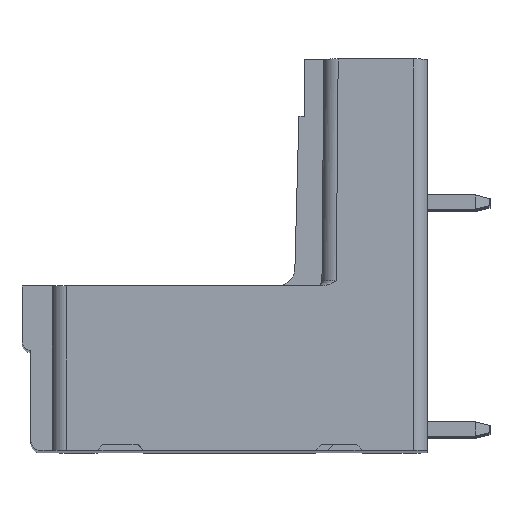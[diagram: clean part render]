
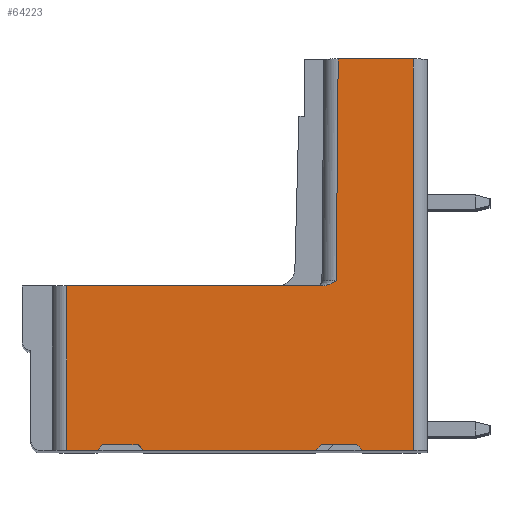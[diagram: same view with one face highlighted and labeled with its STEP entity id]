
A CAD part, top view. The second image highlights one B-rep face of the part: STEP entity #64223.
In plain terms, the highlighted planar face has unit normal (0, 0, 1).
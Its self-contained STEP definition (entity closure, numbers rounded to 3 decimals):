
#8027=DIRECTION('',(1.,0.,0.));
#8028=VECTOR('',#8027,1.7);
#8029=CARTESIAN_POINT('',(-20.194,0.,
-31.203));
#8030=LINE('',#8029,#8028);
#8051=DIRECTION('',(1.,0.,0.));
#8052=VECTOR('',#8051,9.65);
#8053=CARTESIAN_POINT('',(-15.894,0.,
-31.203));
#8054=LINE('',#8053,#8052);
#9074=DIRECTION('',(-1.,0.,0.));
#9075=VECTOR('',#9074,14.337);
#9076=CARTESIAN_POINT('',(-5.857,9.2,
-31.203));
#9077=LINE('',#9076,#9075);
#9395=CARTESIAN_POINT('',(-5.857,9.2,
-31.203));
#9396=CARTESIAN_POINT('',(-5.826,9.2,
-31.203));
#9397=CARTESIAN_POINT('',(-5.76,9.204,
-31.203));
#9398=CARTESIAN_POINT('',(-5.649,9.226,
-31.203));
#9399=CARTESIAN_POINT('',(-5.528,9.266,
-31.203));
#9400=CARTESIAN_POINT('',(-5.398,9.326,
-31.203));
#9401=CARTESIAN_POINT('',(-5.257,9.404,
-31.203));
#9402=CARTESIAN_POINT('',(-5.155,9.467,
-31.203));
#9403=CARTESIAN_POINT('',(-5.102,9.5,
-31.203));
#9405=DIRECTION('',(0.009,1.,0.));
#9406=VECTOR('',#9405,12.4);
#9407=CARTESIAN_POINT('',(-5.102,9.5,
-31.203));
#9408=LINE('',#9407,#9406);
#9409=DIRECTION('',(-1.,0.,0.));
#9410=VECTOR('',#9409,2.85);
#9411=CARTESIAN_POINT('',(-0.794,0.,
-31.203));
#9412=LINE('',#9411,#9410);
#9413=DIRECTION('',(-0.707,0.707,0.));
#9414=VECTOR('',#9413,0.424);
#9415=CARTESIAN_POINT('',(-3.644,0.,
-31.203));
#9416=LINE('',#9415,#9414);
#9417=DIRECTION('',(-1.,0.,0.));
#9418=VECTOR('',#9417,2.);
#9419=CARTESIAN_POINT('',(-3.944,0.3,
-31.203));
#9420=LINE('',#9419,#9418);
#9421=DIRECTION('',(-0.707,-0.707,0.));
#9422=VECTOR('',#9421,0.424);
#9423=CARTESIAN_POINT('',(-5.944,0.3,
-31.203));
#9424=LINE('',#9423,#9422);
#9425=DIRECTION('',(-0.707,0.707,0.));
#9426=VECTOR('',#9425,0.424);
#9427=CARTESIAN_POINT('',(-15.894,0.,
-31.203));
#9428=LINE('',#9427,#9426);
#9429=DIRECTION('',(-1.,0.,0.));
#9430=VECTOR('',#9429,2.);
#9431=CARTESIAN_POINT('',(-16.194,0.3,
-31.203));
#9432=LINE('',#9431,#9430);
#9433=DIRECTION('',(-0.707,-0.707,0.));
#9434=VECTOR('',#9433,0.424);
#9435=CARTESIAN_POINT('',(-18.194,0.3,
-31.203));
#9436=LINE('',#9435,#9434);
#9437=CARTESIAN_POINT('',(-5.857,9.2,
-31.203));
#9919=DIRECTION('',(-1.,0.,0.));
#9920=VECTOR('',#9919,4.2);
#9921=CARTESIAN_POINT('',(-0.794,21.9,-31.203));
#9922=LINE('',#9921,#9920);
#25303=DIRECTION('',(0.,1.,0.));
#25304=VECTOR('',#25303,21.9);
#25305=CARTESIAN_POINT('',(-0.794,0.,
-31.203));
#25306=LINE('',#25305,#25304);
#25328=DIRECTION('',(0.,-1.,0.));
#25329=VECTOR('',#25328,9.2);
#25330=CARTESIAN_POINT('',(-20.194,9.2,-31.203));
#25331=LINE('',#25330,#25329);
#40022=VERTEX_POINT('',#9437);
#40023=CARTESIAN_POINT('',(-20.194,9.2,-31.203));
#40024=VERTEX_POINT('',#40023);
#40075=CARTESIAN_POINT('',(-0.794,21.9,-31.203));
#40076=VERTEX_POINT('',#40075);
#40077=CARTESIAN_POINT('',(-4.994,21.9,-31.203));
#40078=VERTEX_POINT('',#40077);
#40444=CARTESIAN_POINT('',(-20.194,0.,
-31.203));
#40445=VERTEX_POINT('',#40444);
#40446=CARTESIAN_POINT('',(-18.494,0.,
-31.203));
#40447=VERTEX_POINT('',#40446);
#40460=CARTESIAN_POINT('',(-15.894,0.,
-31.203));
#40461=VERTEX_POINT('',#40460);
#40462=CARTESIAN_POINT('',(-6.244,0.,
-31.203));
#40463=VERTEX_POINT('',#40462);
#40468=CARTESIAN_POINT('',(-3.644,0.,
-31.203));
#40469=VERTEX_POINT('',#40468);
#40470=CARTESIAN_POINT('',(-0.794,0.,
-31.203));
#40471=VERTEX_POINT('',#40470);
#40564=VERTEX_POINT('',#9403);
#40565=CARTESIAN_POINT('',(-3.944,0.3,
-31.203));
#40566=VERTEX_POINT('',#40565);
#40567=CARTESIAN_POINT('',(-5.944,0.3,
-31.203));
#40568=VERTEX_POINT('',#40567);
#40569=CARTESIAN_POINT('',(-16.194,0.3,
-31.203));
#40570=VERTEX_POINT('',#40569);
#40571=CARTESIAN_POINT('',(-18.194,0.3,
-31.203));
#40572=VERTEX_POINT('',#40571);
#64193=CARTESIAN_POINT('',(-6.202,9.5,-31.203));
#64194=DIRECTION('',(0.,0.,1.));
#64195=DIRECTION('',(-1.,0.,0.));
#64196=AXIS2_PLACEMENT_3D('',#64193,#64194,#64195);
#64197=PLANE('',#64196);
#64198=ORIENTED_EDGE('',*,*,#63090,.F.);
#64200=ORIENTED_EDGE('',*,*,#64199,.T.);
#64202=ORIENTED_EDGE('',*,*,#64201,.T.);
#64204=ORIENTED_EDGE('',*,*,#64203,.F.);
#64206=ORIENTED_EDGE('',*,*,#64205,.F.);
#64207=ORIENTED_EDGE('',*,*,#62196,.T.);
#64209=ORIENTED_EDGE('',*,*,#64208,.T.);
#64211=ORIENTED_EDGE('',*,*,#64210,.T.);
#64213=ORIENTED_EDGE('',*,*,#64212,.T.);
#64214=ORIENTED_EDGE('',*,*,#62172,.F.);
#64215=ORIENTED_EDGE('',*,*,#64160,.T.);
#64216=ORIENTED_EDGE('',*,*,#64174,.T.);
#64217=ORIENTED_EDGE('',*,*,#64187,.T.);
#64218=ORIENTED_EDGE('',*,*,#62156,.F.);
#64220=ORIENTED_EDGE('',*,*,#64219,.F.);
#64221=EDGE_LOOP('',(#64198,#64200,#64202,#64204,#64206,#64207,#64209,#64211,
#64213,#64214,#64215,#64216,#64217,#64218,#64220));
#64222=FACE_OUTER_BOUND('',#64221,.F.);
#64223=ADVANCED_FACE('',(#64222),#64197,.T.);
#9404=B_SPLINE_CURVE_WITH_KNOTS('',3,(#9395,#9396,#9397,#9398,#9399,#9400,#9401,
#9402,#9403),.UNSPECIFIED.,.F.,.F.,(4,1,1,1,1,1,4),(0.,0.167,
0.333,0.5,0.667,0.833,1.),
.UNSPECIFIED.);
#62156=EDGE_CURVE('',#40445,#40447,#8030,.T.);
#62172=EDGE_CURVE('',#40461,#40463,#8054,.T.);
#62196=EDGE_CURVE('',#40471,#40469,#9412,.T.);
#63090=EDGE_CURVE('',#40022,#40024,#9077,.T.);
#64160=EDGE_CURVE('',#40461,#40570,#9428,.T.);
#64174=EDGE_CURVE('',#40570,#40572,#9432,.T.);
#64187=EDGE_CURVE('',#40572,#40447,#9436,.T.);
#64199=EDGE_CURVE('',#40022,#40564,#9404,.T.);
#64201=EDGE_CURVE('',#40564,#40078,#9408,.T.);
#64203=EDGE_CURVE('',#40076,#40078,#9922,.T.);
#64205=EDGE_CURVE('',#40471,#40076,#25306,.T.);
#64208=EDGE_CURVE('',#40469,#40566,#9416,.T.);
#64210=EDGE_CURVE('',#40566,#40568,#9420,.T.);
#64212=EDGE_CURVE('',#40568,#40463,#9424,.T.);
#64219=EDGE_CURVE('',#40024,#40445,#25331,.T.);
